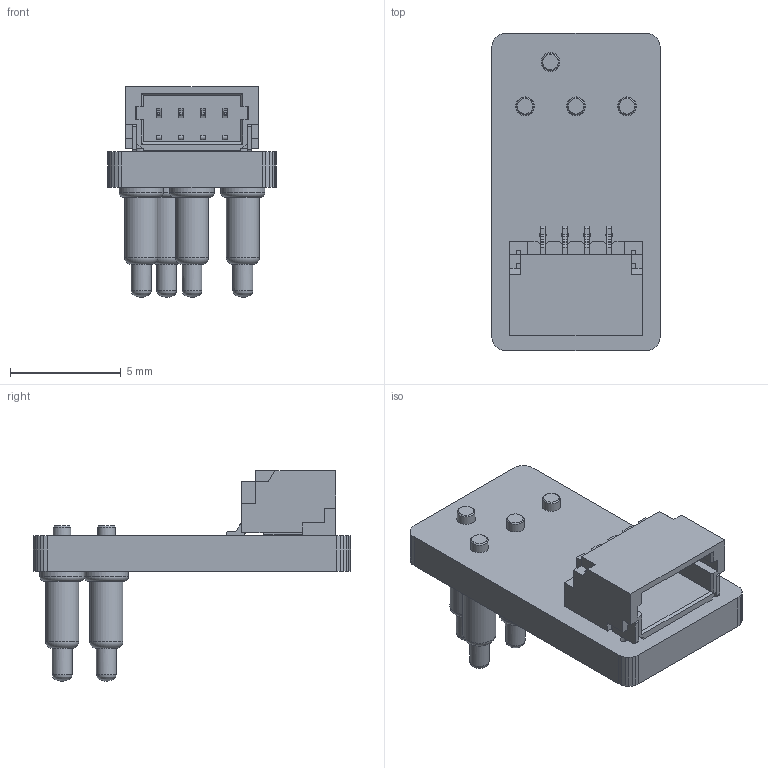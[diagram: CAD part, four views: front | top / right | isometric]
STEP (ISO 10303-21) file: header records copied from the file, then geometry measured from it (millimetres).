
FILE_DESCRIPTION(('KiCad electronic assembly'),'2;1');
FILE_NAME('greenpak_pogo.step','2024-02-04T22:10:55',('Pcbnew'),('Kicad' ),'Open CASCADE STEP processor 7.7','KiCad to STEP converter', 'Unknown');
FILE_SCHEMA(('AUTOMOTIVE_DESIGN { 1 0 10303 214 1 1 1 1 }'));
Length unit declared in the file: millimetre
Products named in the file (15): greenpak_pogo 1; SM4B-SRSS-TB; SMxB-SRSS-TB; POGO_PINS; Part 4; Part 3; Part 2; Part 1; greenpak_pogo PCB
Assembly tree (14 placements, depth 3):
  greenpak_pogo 1
    SM4B-SRSS-TB
      SMxB-SRSS-TB
      SMxB-SRSS-TB
      SMxB-SRSS-TB
      SMxB-SRSS-TB
      SMxB-SRSS-TB
      SMxB-SRSS-TB
      SMxB-SRSS-TB
    POGO_PINS
      Part 4
      Part 3
      Part 2
      Part 1
    greenpak_pogo PCB
Bounding box: 7.62 x 14.35 x 9.53 mm (x, y, z)
Volume: 244.6 mm3; surface area: 636.3 mm2
Topology: 12 solids, 12 shells, 355 faces, 972 edges, 642 vertices
Faces by surface type: plane 275, cylinder 64, torus 8, bspline 4, cone 4
Full cylindrical faces by diameter (mm): 0.3 x6, 0.8 x4, 0.85 x4, 0.9 x4, 1.5 x4, 2 x4
Entity records: 25046 total; most frequent: CARTESIAN_POINT 5056, DIRECTION 3684, LINE 2604, VECTOR 2604, ORIENTED_EDGE 1944, PCURVE 1944, DEFINITIONAL_REPRESENTATION 1944, EDGE_CURVE 972
